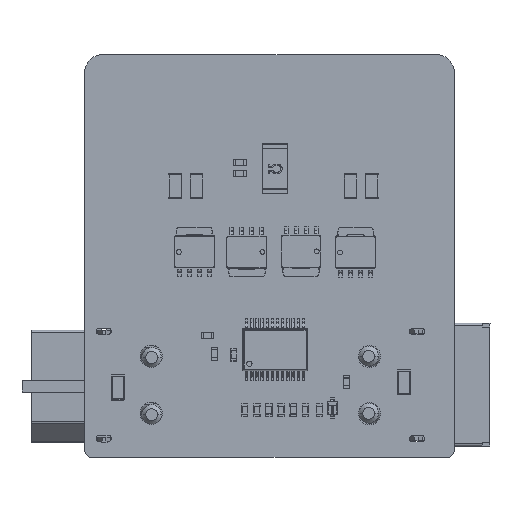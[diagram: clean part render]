
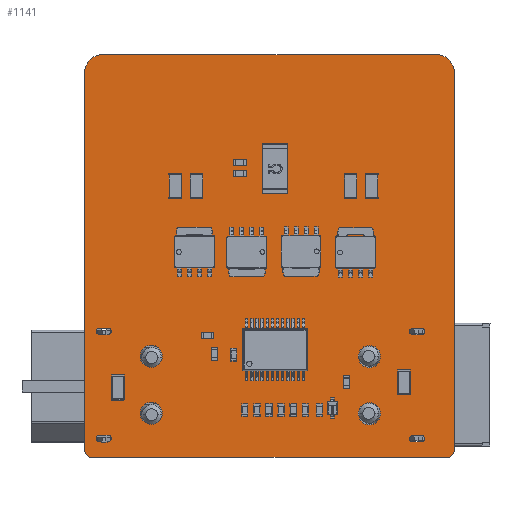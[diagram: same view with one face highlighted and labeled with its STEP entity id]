
A CAD part, top view. The second image highlights one B-rep face of the part: STEP entity #1141.
In plain terms, the highlighted planar face has unit normal (0, 0, 1).
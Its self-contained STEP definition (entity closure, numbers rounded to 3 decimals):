
#196 = VERTEX_POINT('',#197);
#197 = CARTESIAN_POINT('',(31.75,26.035,1.566));
#203 = EDGE_CURVE('',#196,#204,#206,.T.);
#204 = VERTEX_POINT('',#205);
#205 = CARTESIAN_POINT('',(76.581,26.035,1.566));
#206 = LINE('',#207,#208);
#207 = CARTESIAN_POINT('',(31.75,26.035,1.566));
#208 = VECTOR('',#209,1.);
#209 = DIRECTION('',(1.,0.,0.));
#234 = EDGE_CURVE('',#204,#235,#237,.T.);
#235 = VERTEX_POINT('',#236);
#236 = CARTESIAN_POINT('',(77.47,26.924,1.566));
#237 = CIRCLE('',#238,0.888);
#238 = AXIS2_PLACEMENT_3D('',#239,#240,#241);
#239 = CARTESIAN_POINT('',(76.582,26.923,1.566));
#240 = DIRECTION('',(0.,0.,1.));
#241 = DIRECTION('',(-0.001,-1.,0.));
#267 = EDGE_CURVE('',#235,#268,#270,.T.);
#268 = VERTEX_POINT('',#269);
#269 = CARTESIAN_POINT('',(77.47,74.549,1.566));
#270 = LINE('',#271,#272);
#271 = CARTESIAN_POINT('',(77.47,26.924,1.566));
#272 = VECTOR('',#273,1.);
#273 = DIRECTION('',(0.,1.,0.));
#298 = EDGE_CURVE('',#268,#299,#301,.T.);
#299 = VERTEX_POINT('',#300);
#300 = CARTESIAN_POINT('',(75.184,76.835,1.566));
#301 = CIRCLE('',#302,2.288);
#302 = AXIS2_PLACEMENT_3D('',#303,#304,#305);
#303 = CARTESIAN_POINT('',(75.182,74.547,1.566));
#304 = DIRECTION('',(0.,0.,1.));
#305 = DIRECTION('',(1.,0.001,-0.));
#331 = EDGE_CURVE('',#299,#332,#334,.T.);
#332 = VERTEX_POINT('',#333);
#333 = CARTESIAN_POINT('',(33.147,76.835,1.566));
#334 = LINE('',#335,#336);
#335 = CARTESIAN_POINT('',(75.184,76.835,1.566));
#336 = VECTOR('',#337,1.);
#337 = DIRECTION('',(-1.,0.,0.));
#362 = EDGE_CURVE('',#332,#363,#365,.T.);
#363 = VERTEX_POINT('',#364);
#364 = CARTESIAN_POINT('',(30.861,74.549,1.566));
#365 = CIRCLE('',#366,2.288);
#366 = AXIS2_PLACEMENT_3D('',#367,#368,#369);
#367 = CARTESIAN_POINT('',(33.149,74.547,1.566));
#368 = DIRECTION('',(0.,0.,1.));
#369 = DIRECTION('',(-0.001,1.,0.));
#395 = EDGE_CURVE('',#363,#396,#398,.T.);
#396 = VERTEX_POINT('',#397);
#397 = CARTESIAN_POINT('',(30.861,26.924,1.566));
#398 = LINE('',#399,#400);
#399 = CARTESIAN_POINT('',(30.861,74.549,1.566));
#400 = VECTOR('',#401,1.);
#401 = DIRECTION('',(0.,-1.,0.));
#426 = EDGE_CURVE('',#396,#196,#427,.T.);
#427 = CIRCLE('',#428,0.888);
#428 = AXIS2_PLACEMENT_3D('',#429,#430,#431);
#429 = CARTESIAN_POINT('',(31.749,26.923,1.566));
#430 = DIRECTION('',(0.,0.,1.));
#431 = DIRECTION('',(-1.,0.001,0.));
#452 = VERTEX_POINT('',#453);
#453 = CARTESIAN_POINT('',(32.724,28.048,1.566));
#459 = EDGE_CURVE('',#452,#460,#462,.T.);
#460 = VERTEX_POINT('',#461);
#461 = CARTESIAN_POINT('',(33.824,28.048,1.566));
#462 = LINE('',#463,#464);
#463 = CARTESIAN_POINT('',(32.724,28.048,1.566));
#464 = VECTOR('',#465,1.);
#465 = DIRECTION('',(1.,0.,0.));
#490 = EDGE_CURVE('',#460,#491,#493,.T.);
#491 = VERTEX_POINT('',#492);
#492 = CARTESIAN_POINT('',(33.824,28.848,1.566));
#493 = CIRCLE('',#494,0.4);
#494 = AXIS2_PLACEMENT_3D('',#495,#496,#497);
#495 = CARTESIAN_POINT('',(33.824,28.448,1.566));
#496 = DIRECTION('',(0.,0.,1.));
#497 = DIRECTION('',(0.,-1.,0.));
#523 = EDGE_CURVE('',#491,#524,#526,.T.);
#524 = VERTEX_POINT('',#525);
#525 = CARTESIAN_POINT('',(32.724,28.848,1.566));
#526 = LINE('',#527,#528);
#527 = CARTESIAN_POINT('',(33.824,28.848,1.566));
#528 = VECTOR('',#529,1.);
#529 = DIRECTION('',(-1.,0.,0.));
#554 = EDGE_CURVE('',#524,#452,#555,.T.);
#555 = CIRCLE('',#556,0.4);
#556 = AXIS2_PLACEMENT_3D('',#557,#558,#559);
#557 = CARTESIAN_POINT('',(32.724,28.448,1.566));
#558 = DIRECTION('',(0.,0.,1.));
#559 = DIRECTION('',(0.,1.,-0.));
#580 = VERTEX_POINT('',#581);
#581 = CARTESIAN_POINT('',(40.674,31.598,1.566));
#587 = EDGE_CURVE('',#580,#580,#588,.T.);
#588 = CIRCLE('',#589,1.4);
#589 = AXIS2_PLACEMENT_3D('',#590,#591,#592);
#590 = CARTESIAN_POINT('',(39.274,31.598,1.566));
#591 = DIRECTION('',(0.,0.,1.));
#592 = DIRECTION('',(1.,0.,-0.));
#613 = VERTEX_POINT('',#614);
#614 = CARTESIAN_POINT('',(32.724,41.548,1.566));
#620 = EDGE_CURVE('',#613,#621,#623,.T.);
#621 = VERTEX_POINT('',#622);
#622 = CARTESIAN_POINT('',(33.824,41.548,1.566));
#623 = LINE('',#624,#625);
#624 = CARTESIAN_POINT('',(32.724,41.548,1.566));
#625 = VECTOR('',#626,1.);
#626 = DIRECTION('',(1.,0.,0.));
#651 = EDGE_CURVE('',#621,#652,#654,.T.);
#652 = VERTEX_POINT('',#653);
#653 = CARTESIAN_POINT('',(33.824,42.348,1.566));
#654 = CIRCLE('',#655,0.4);
#655 = AXIS2_PLACEMENT_3D('',#656,#657,#658);
#656 = CARTESIAN_POINT('',(33.824,41.948,1.566));
#657 = DIRECTION('',(0.,0.,1.));
#658 = DIRECTION('',(0.,-1.,0.));
#684 = EDGE_CURVE('',#652,#685,#687,.T.);
#685 = VERTEX_POINT('',#686);
#686 = CARTESIAN_POINT('',(32.724,42.348,1.566));
#687 = LINE('',#688,#689);
#688 = CARTESIAN_POINT('',(33.824,42.348,1.566));
#689 = VECTOR('',#690,1.);
#690 = DIRECTION('',(-1.,0.,0.));
#715 = EDGE_CURVE('',#685,#613,#716,.T.);
#716 = CIRCLE('',#717,0.4);
#717 = AXIS2_PLACEMENT_3D('',#718,#719,#720);
#718 = CARTESIAN_POINT('',(32.724,41.948,1.566));
#719 = DIRECTION('',(0.,0.,1.));
#720 = DIRECTION('',(0.,1.,-0.));
#741 = VERTEX_POINT('',#742);
#742 = CARTESIAN_POINT('',(40.674,38.798,1.566));
#748 = EDGE_CURVE('',#741,#741,#749,.T.);
#749 = CIRCLE('',#750,1.4);
#750 = AXIS2_PLACEMENT_3D('',#751,#752,#753);
#751 = CARTESIAN_POINT('',(39.274,38.798,1.566));
#752 = DIRECTION('',(0.,0.,1.));
#753 = DIRECTION('',(1.,0.,-0.));
#774 = VERTEX_POINT('',#775);
#775 = CARTESIAN_POINT('',(68.171,31.56,1.566));
#781 = EDGE_CURVE('',#774,#774,#782,.T.);
#782 = CIRCLE('',#783,1.4);
#783 = AXIS2_PLACEMENT_3D('',#784,#785,#786);
#784 = CARTESIAN_POINT('',(66.771,31.56,1.566));
#785 = DIRECTION('',(0.,0.,1.));
#786 = DIRECTION('',(1.,0.,-0.));
#807 = VERTEX_POINT('',#808);
#808 = CARTESIAN_POINT('',(73.321,28.81,1.566));
#814 = EDGE_CURVE('',#807,#815,#817,.T.);
#815 = VERTEX_POINT('',#816);
#816 = CARTESIAN_POINT('',(72.221,28.81,1.566));
#817 = LINE('',#818,#819);
#818 = CARTESIAN_POINT('',(73.321,28.81,1.566));
#819 = VECTOR('',#820,1.);
#820 = DIRECTION('',(-1.,0.,0.));
#845 = EDGE_CURVE('',#815,#846,#848,.T.);
#846 = VERTEX_POINT('',#847);
#847 = CARTESIAN_POINT('',(72.221,28.01,1.566));
#848 = CIRCLE('',#849,0.4);
#849 = AXIS2_PLACEMENT_3D('',#850,#851,#852);
#850 = CARTESIAN_POINT('',(72.221,28.41,1.566));
#851 = DIRECTION('',(0.,-0.,1.));
#852 = DIRECTION('',(0.,1.,0.));
#878 = EDGE_CURVE('',#846,#879,#881,.T.);
#879 = VERTEX_POINT('',#880);
#880 = CARTESIAN_POINT('',(73.321,28.01,1.566));
#881 = LINE('',#882,#883);
#882 = CARTESIAN_POINT('',(72.221,28.01,1.566));
#883 = VECTOR('',#884,1.);
#884 = DIRECTION('',(1.,0.,0.));
#909 = EDGE_CURVE('',#879,#807,#910,.T.);
#910 = CIRCLE('',#911,0.4);
#911 = AXIS2_PLACEMENT_3D('',#912,#913,#914);
#912 = CARTESIAN_POINT('',(73.321,28.41,1.566));
#913 = DIRECTION('',(0.,0.,1.));
#914 = DIRECTION('',(-0.,-1.,0.));
#935 = VERTEX_POINT('',#936);
#936 = CARTESIAN_POINT('',(68.171,38.76,1.566));
#942 = EDGE_CURVE('',#935,#935,#943,.T.);
#943 = CIRCLE('',#944,1.4);
#944 = AXIS2_PLACEMENT_3D('',#945,#946,#947);
#945 = CARTESIAN_POINT('',(66.771,38.76,1.566));
#946 = DIRECTION('',(0.,0.,1.));
#947 = DIRECTION('',(1.,0.,-0.));
#968 = VERTEX_POINT('',#969);
#969 = CARTESIAN_POINT('',(73.321,42.31,1.566));
#975 = EDGE_CURVE('',#968,#976,#978,.T.);
#976 = VERTEX_POINT('',#977);
#977 = CARTESIAN_POINT('',(72.221,42.31,1.566));
#978 = LINE('',#979,#980);
#979 = CARTESIAN_POINT('',(73.321,42.31,1.566));
#980 = VECTOR('',#981,1.);
#981 = DIRECTION('',(-1.,0.,0.));
#1006 = EDGE_CURVE('',#976,#1007,#1009,.T.);
#1007 = VERTEX_POINT('',#1008);
#1008 = CARTESIAN_POINT('',(72.221,41.51,1.566));
#1009 = CIRCLE('',#1010,0.4);
#1010 = AXIS2_PLACEMENT_3D('',#1011,#1012,#1013);
#1011 = CARTESIAN_POINT('',(72.221,41.91,1.566));
#1012 = DIRECTION('',(0.,-0.,1.));
#1013 = DIRECTION('',(0.,1.,0.));
#1039 = EDGE_CURVE('',#1007,#1040,#1042,.T.);
#1040 = VERTEX_POINT('',#1041);
#1041 = CARTESIAN_POINT('',(73.321,41.51,1.566));
#1042 = LINE('',#1043,#1044);
#1043 = CARTESIAN_POINT('',(72.221,41.51,1.566));
#1044 = VECTOR('',#1045,1.);
#1045 = DIRECTION('',(1.,0.,0.));
#1070 = EDGE_CURVE('',#1040,#968,#1071,.T.);
#1071 = CIRCLE('',#1072,0.4);
#1072 = AXIS2_PLACEMENT_3D('',#1073,#1074,#1075);
#1073 = CARTESIAN_POINT('',(73.321,41.91,1.566));
#1074 = DIRECTION('',(0.,0.,1.));
#1075 = DIRECTION('',(-0.,-1.,0.));
#1141 = ADVANCED_FACE('',(#1142,#1152,#1158,#1161,#1167,#1170,#1173,
    #1179,#1182),#1188,.T.);
#1142 = FACE_BOUND('',#1143,.T.);
#1143 = EDGE_LOOP('',(#1144,#1145,#1146,#1147,#1148,#1149,#1150,#1151));
#1144 = ORIENTED_EDGE('',*,*,#203,.T.);
#1145 = ORIENTED_EDGE('',*,*,#234,.T.);
#1146 = ORIENTED_EDGE('',*,*,#267,.T.);
#1147 = ORIENTED_EDGE('',*,*,#298,.T.);
#1148 = ORIENTED_EDGE('',*,*,#331,.T.);
#1149 = ORIENTED_EDGE('',*,*,#362,.T.);
#1150 = ORIENTED_EDGE('',*,*,#395,.T.);
#1151 = ORIENTED_EDGE('',*,*,#426,.T.);
#1152 = FACE_BOUND('',#1153,.F.);
#1153 = EDGE_LOOP('',(#1154,#1155,#1156,#1157));
#1154 = ORIENTED_EDGE('',*,*,#459,.T.);
#1155 = ORIENTED_EDGE('',*,*,#490,.T.);
#1156 = ORIENTED_EDGE('',*,*,#523,.T.);
#1157 = ORIENTED_EDGE('',*,*,#554,.T.);
#1158 = FACE_BOUND('',#1159,.F.);
#1159 = EDGE_LOOP('',(#1160));
#1160 = ORIENTED_EDGE('',*,*,#587,.T.);
#1161 = FACE_BOUND('',#1162,.F.);
#1162 = EDGE_LOOP('',(#1163,#1164,#1165,#1166));
#1163 = ORIENTED_EDGE('',*,*,#620,.T.);
#1164 = ORIENTED_EDGE('',*,*,#651,.T.);
#1165 = ORIENTED_EDGE('',*,*,#684,.T.);
#1166 = ORIENTED_EDGE('',*,*,#715,.T.);
#1167 = FACE_BOUND('',#1168,.F.);
#1168 = EDGE_LOOP('',(#1169));
#1169 = ORIENTED_EDGE('',*,*,#748,.T.);
#1170 = FACE_BOUND('',#1171,.F.);
#1171 = EDGE_LOOP('',(#1172));
#1172 = ORIENTED_EDGE('',*,*,#781,.T.);
#1173 = FACE_BOUND('',#1174,.F.);
#1174 = EDGE_LOOP('',(#1175,#1176,#1177,#1178));
#1175 = ORIENTED_EDGE('',*,*,#814,.T.);
#1176 = ORIENTED_EDGE('',*,*,#845,.T.);
#1177 = ORIENTED_EDGE('',*,*,#878,.T.);
#1178 = ORIENTED_EDGE('',*,*,#909,.T.);
#1179 = FACE_BOUND('',#1180,.F.);
#1180 = EDGE_LOOP('',(#1181));
#1181 = ORIENTED_EDGE('',*,*,#942,.T.);
#1182 = FACE_BOUND('',#1183,.F.);
#1183 = EDGE_LOOP('',(#1184,#1185,#1186,#1187));
#1184 = ORIENTED_EDGE('',*,*,#975,.T.);
#1185 = ORIENTED_EDGE('',*,*,#1006,.T.);
#1186 = ORIENTED_EDGE('',*,*,#1039,.T.);
#1187 = ORIENTED_EDGE('',*,*,#1070,.T.);
#1188 = PLANE('',#1189);
#1189 = AXIS2_PLACEMENT_3D('',#1190,#1191,#1192);
#1190 = CARTESIAN_POINT('',(54.166,51.265,1.566));
#1191 = DIRECTION('',(0.,0.,1.));
#1192 = DIRECTION('',(1.,0.,-0.));
